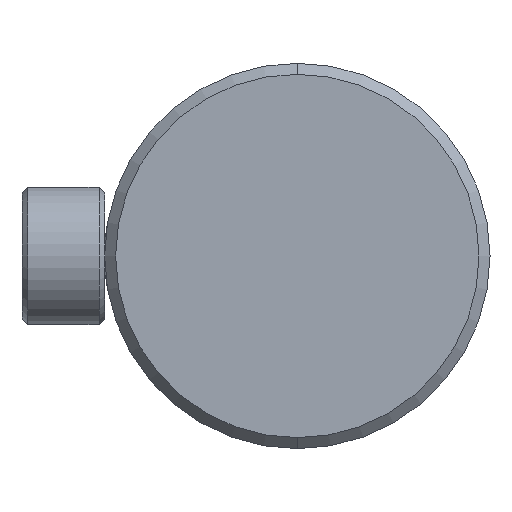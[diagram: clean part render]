
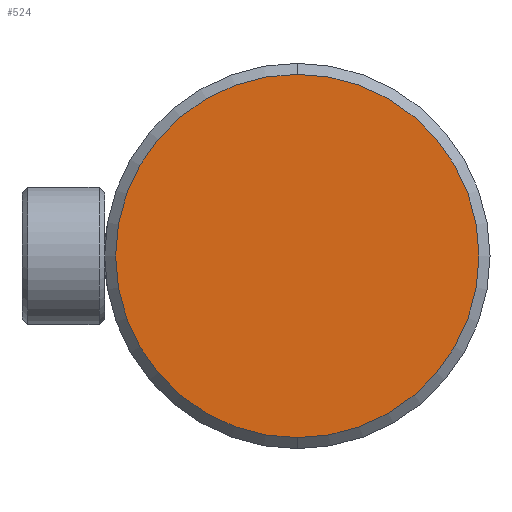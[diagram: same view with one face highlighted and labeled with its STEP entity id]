
A CAD part, left-side view. The second image highlights one B-rep face of the part: STEP entity #524.
In plain terms, the highlighted planar face has unit normal (-1, 0, 0).
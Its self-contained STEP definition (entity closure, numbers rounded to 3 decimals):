
#73 = CARTESIAN_POINT ( 'NONE',  ( -13., 0., 0. ) ) ;
#122 = CIRCLE ( 'NONE', #2275, 33. ) ;
#126 = DIRECTION ( 'NONE',  ( 1., 0., 0. ) ) ;
#137 = AXIS2_PLACEMENT_3D ( 'NONE', #1608, #126, #2577 ) ;
#197 = CARTESIAN_POINT ( 'NONE',  ( -13., 0., 0. ) ) ;
#198 = EDGE_LOOP ( 'NONE', ( #1959, #555 ) ) ;
#401 = CIRCLE ( 'NONE', #960, 33. ) ;
#524 = ADVANCED_FACE ( 'NONE', ( #2335 ), #586, .F. ) ;
#555 = ORIENTED_EDGE ( 'NONE', *, *, #1454, .T. ) ;
#579 = CARTESIAN_POINT ( 'NONE',  ( -13., 0., -33. ) ) ;
#586 = PLANE ( 'NONE',  #137 ) ;
#706 = VERTEX_POINT ( 'NONE', #951 ) ;
#951 = CARTESIAN_POINT ( 'NONE',  ( -13., 0., 33. ) ) ;
#960 = AXIS2_PLACEMENT_3D ( 'NONE', #197, #1589, #3012 ) ;
#1454 = EDGE_CURVE ( 'NONE', #706, #2572, #122, .T. ) ;
#1486 = DIRECTION ( 'NONE',  ( -1., 0., 0. ) ) ;
#1589 = DIRECTION ( 'NONE',  ( -1., 0., 0. ) ) ;
#1608 = CARTESIAN_POINT ( 'NONE',  ( -13., 0., 0. ) ) ;
#1931 = EDGE_CURVE ( 'NONE', #2572, #706, #401, .T. ) ;
#1959 = ORIENTED_EDGE ( 'NONE', *, *, #1931, .T. ) ;
#2275 = AXIS2_PLACEMENT_3D ( 'NONE', #73, #1486, #2910 ) ;
#2335 = FACE_OUTER_BOUND ( 'NONE', #198, .T. ) ;
#2572 = VERTEX_POINT ( 'NONE', #579 ) ;
#2577 = DIRECTION ( 'NONE',  ( 0., 0., -1. ) ) ;
#2910 = DIRECTION ( 'NONE',  ( 0., 0., 1. ) ) ;
#3012 = DIRECTION ( 'NONE',  ( 0., 0., 1. ) ) ;
